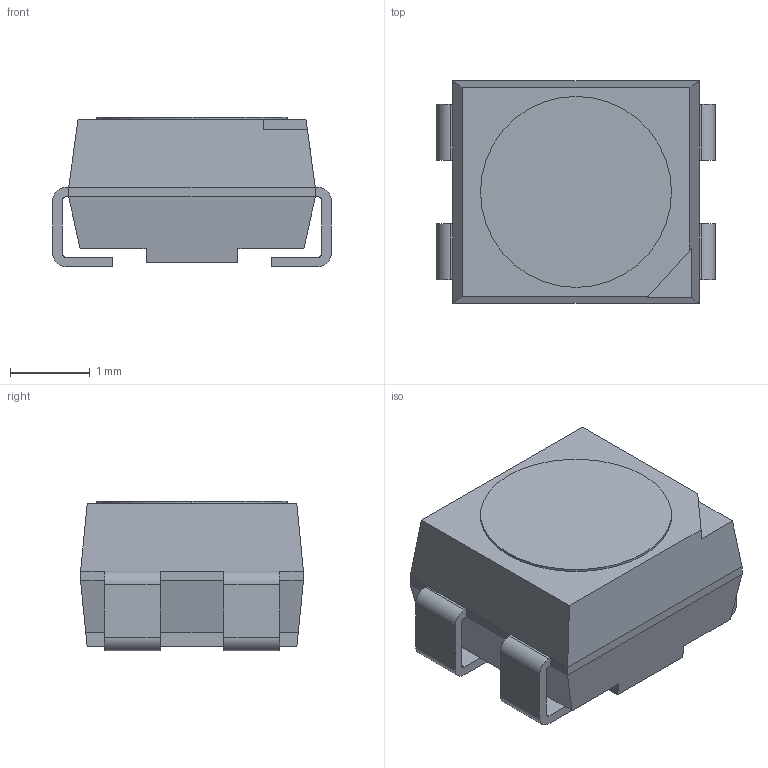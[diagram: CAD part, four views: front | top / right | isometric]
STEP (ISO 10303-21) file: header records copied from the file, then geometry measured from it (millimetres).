
FILE_DESCRIPTION (( 'STEP AP214' ), '1' );
FILE_NAME ('LED-SMD_4P-L3.5-W2.8-BR-1.STEP', '2021-11-08T10:43:12', ( '' ), ( '' ), 'SwSTEP 2.0', 'SolidWorks 2018', '' );
FILE_SCHEMA (( 'AUTOMOTIVE_DESIGN' ));
Length unit declared in the file: millimetre
Products named in the file (1): LED-SMD_4P-L3.5-W2.8-BR-1
Bounding box: 3.5 x 2.8 x 1.88 mm (x, y, z)
Volume: 14.4 mm3; surface area: 46 mm2
Topology: 1 solids, 1 shells, 139 faces, 363 edges, 234 vertices
Faces by surface type: plane 105, cylinder 18, bspline 16
Entity records: 6050 total; most frequent: CARTESIAN_POINT 1793, ORIENTED_EDGE 726, DIRECTION 615, EDGE_CURVE 363, LINE 295, VECTOR 295, VERTEX_POINT 234, AXIS2_PLACEMENT_3D 160
